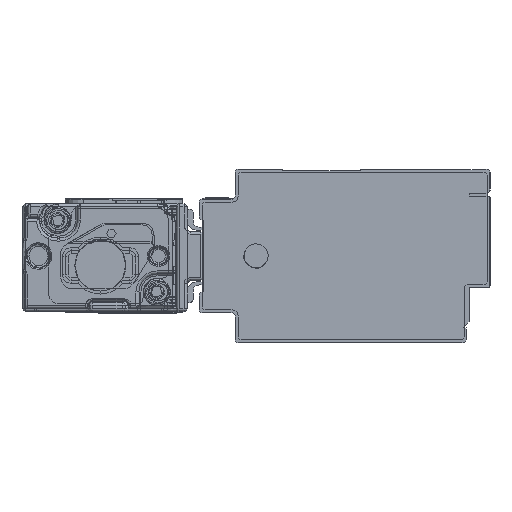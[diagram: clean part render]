
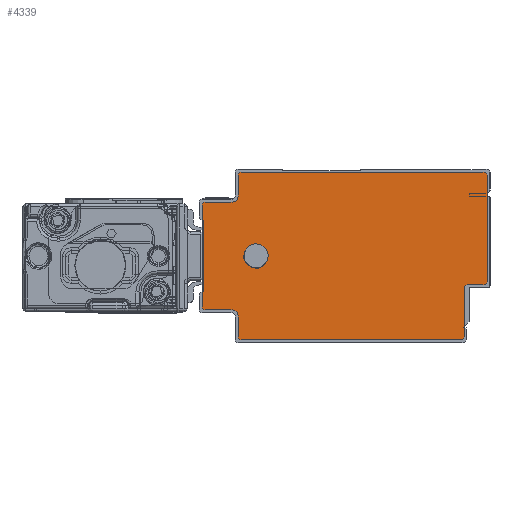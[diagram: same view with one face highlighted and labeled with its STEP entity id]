
A CAD part, left-side view. The second image highlights one B-rep face of the part: STEP entity #4339.
In plain terms, the highlighted planar face has unit normal (-1, 0, 0).
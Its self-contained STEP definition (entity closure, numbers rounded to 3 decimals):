
#1803=AXIS2_PLACEMENT_3D('Circle Axis2P3D',#1801,#1802,$) ;
#1841=AXIS2_PLACEMENT_3D('Circle Axis2P3D',#1839,#1840,$) ;
#1879=AXIS2_PLACEMENT_3D('Circle Axis2P3D',#1877,#1878,$) ;
#1917=AXIS2_PLACEMENT_3D('Circle Axis2P3D',#1915,#1916,$) ;
#4222=AXIS2_PLACEMENT_3D('Plane Axis2P3D',#4219,#4220,#4221) ;
#4226=AXIS2_PLACEMENT_3D('Circle Axis2P3D',#4224,#4225,$) ;
#4240=AXIS2_PLACEMENT_3D('Circle Axis2P3D',#4238,#4239,$) ;
#4254=AXIS2_PLACEMENT_3D('Circle Axis2P3D',#4252,#4253,$) ;
#4268=AXIS2_PLACEMENT_3D('Circle Axis2P3D',#4266,#4267,$) ;
#4282=AXIS2_PLACEMENT_3D('Circle Axis2P3D',#4280,#4281,$) ;
#4296=AXIS2_PLACEMENT_3D('Circle Axis2P3D',#4294,#4295,$) ;
#4323=AXIS2_PLACEMENT_3D('Circle Axis2P3D',#4321,#4322,$) ;
#4332=AXIS2_PLACEMENT_3D('Circle Axis2P3D',#4330,#4331,$) ;
#1759=CARTESIAN_POINT('Line Origine',(-2775.5,44.,14.5)) ;
#1763=CARTESIAN_POINT('Vertex',(-2775.5,44.,6.)) ;
#1765=CARTESIAN_POINT('Vertex',(-2775.5,44.,23.)) ;
#1801=CARTESIAN_POINT('Axis2P3D Location',(-2775.5,43.5,23.)) ;
#1805=CARTESIAN_POINT('Vertex',(-2775.5,43.5,23.5)) ;
#1820=CARTESIAN_POINT('Line Origine',(-2775.5,41.25,23.5)) ;
#1824=CARTESIAN_POINT('Vertex',(-2775.5,39.,23.5)) ;
#1839=CARTESIAN_POINT('Axis2P3D Location',(-2775.5,39.,24.5)) ;
#1843=CARTESIAN_POINT('Vertex',(-2775.5,38.,24.5)) ;
#1858=CARTESIAN_POINT('Line Origine',(-2775.5,38.,26.25)) ;
#1862=CARTESIAN_POINT('Vertex',(-2775.5,38.,28.)) ;
#1877=CARTESIAN_POINT('Axis2P3D Location',(-2775.5,37.5,28.)) ;
#1881=CARTESIAN_POINT('Vertex',(-2775.5,37.5,28.5)) ;
#1896=CARTESIAN_POINT('Line Origine',(-2775.5,17.25,28.5)) ;
#1900=CARTESIAN_POINT('Vertex',(-2775.5,-3.,28.5)) ;
#1915=CARTESIAN_POINT('Axis2P3D Location',(-2775.5,-3.,28.)) ;
#1919=CARTESIAN_POINT('Vertex',(-2775.5,-3.5,28.)) ;
#1934=CARTESIAN_POINT('Line Origine',(-2775.5,-3.5,19.1)) ;
#1938=CARTESIAN_POINT('Vertex',(-2775.5,-3.5,10.2)) ;
#4219=CARTESIAN_POINT('Axis2P3D Location',(-2775.5,0.,0.)) ;
#4224=CARTESIAN_POINT('Axis2P3D Location',(-2775.5,43.5,6.)) ;
#4228=CARTESIAN_POINT('Vertex',(-2775.5,43.5,5.5)) ;
#4231=CARTESIAN_POINT('Line Origine',(-2775.5,41.25,5.5)) ;
#4235=CARTESIAN_POINT('Vertex',(-2775.5,39.,5.5)) ;
#4238=CARTESIAN_POINT('Axis2P3D Location',(-2775.5,39.,4.5)) ;
#4242=CARTESIAN_POINT('Vertex',(-2775.5,38.,4.5)) ;
#4245=CARTESIAN_POINT('Line Origine',(-2775.5,38.,2.75)) ;
#4249=CARTESIAN_POINT('Vertex',(-2775.5,38.,1.)) ;
#4252=CARTESIAN_POINT('Axis2P3D Location',(-2775.5,37.5,1.)) ;
#4256=CARTESIAN_POINT('Vertex',(-2775.5,37.5,0.5)) ;
#4259=CARTESIAN_POINT('Line Origine',(-2775.5,19.15,0.5)) ;
#4263=CARTESIAN_POINT('Vertex',(-2775.5,0.8,0.5)) ;
#4266=CARTESIAN_POINT('Axis2P3D Location',(-2775.5,0.8,1.)) ;
#4270=CARTESIAN_POINT('Vertex',(-2775.5,0.3,1.)) ;
#4273=CARTESIAN_POINT('Line Origine',(-2775.5,0.3,5.1)) ;
#4277=CARTESIAN_POINT('Vertex',(-2775.5,0.3,9.2)) ;
#4280=CARTESIAN_POINT('Axis2P3D Location',(-2775.5,-0.2,9.2)) ;
#4284=CARTESIAN_POINT('Vertex',(-2775.5,-0.2,9.7)) ;
#4287=CARTESIAN_POINT('Line Origine',(-2775.5,-1.6,9.7)) ;
#4291=CARTESIAN_POINT('Vertex',(-2775.5,-3.,9.7)) ;
#4294=CARTESIAN_POINT('Axis2P3D Location',(-2775.5,-3.,10.2)) ;
#4321=CARTESIAN_POINT('Axis2P3D Location',(-2775.5,35.,14.5)) ;
#4325=CARTESIAN_POINT('Vertex',(-2775.5,33.186,13.509)) ;
#4327=CARTESIAN_POINT('Vertex',(-2775.5,36.814,15.491)) ;
#4330=CARTESIAN_POINT('Axis2P3D Location',(-2775.5,35.,14.5)) ;
#1760=DIRECTION('Vector Direction',(0.,0.,1.)) ;
#1802=DIRECTION('Axis2P3D Direction',(1.,0.,0.)) ;
#1821=DIRECTION('Vector Direction',(0.,1.,0.)) ;
#1840=DIRECTION('Axis2P3D Direction',(1.,0.,0.)) ;
#1859=DIRECTION('Vector Direction',(0.,0.,1.)) ;
#1878=DIRECTION('Axis2P3D Direction',(1.,0.,0.)) ;
#1897=DIRECTION('Vector Direction',(0.,1.,0.)) ;
#1916=DIRECTION('Axis2P3D Direction',(1.,0.,-0.)) ;
#1935=DIRECTION('Vector Direction',(0.,0.,-1.)) ;
#4220=DIRECTION('Axis2P3D Direction',(1.,0.,0.)) ;
#4221=DIRECTION('Axis2P3D XDirection',(0.,1.,0.)) ;
#4225=DIRECTION('Axis2P3D Direction',(1.,0.,0.)) ;
#4232=DIRECTION('Vector Direction',(0.,-1.,0.)) ;
#4239=DIRECTION('Axis2P3D Direction',(1.,0.,0.)) ;
#4246=DIRECTION('Vector Direction',(0.,0.,1.)) ;
#4253=DIRECTION('Axis2P3D Direction',(1.,0.,0.)) ;
#4260=DIRECTION('Vector Direction',(0.,-1.,0.)) ;
#4267=DIRECTION('Axis2P3D Direction',(1.,0.,0.)) ;
#4274=DIRECTION('Vector Direction',(0.,0.,-1.)) ;
#4281=DIRECTION('Axis2P3D Direction',(1.,0.,0.)) ;
#4288=DIRECTION('Vector Direction',(0.,1.,0.)) ;
#4295=DIRECTION('Axis2P3D Direction',(1.,0.,0.)) ;
#4322=DIRECTION('Axis2P3D Direction',(1.,0.,0.)) ;
#4331=DIRECTION('Axis2P3D Direction',(1.,0.,0.)) ;
#1761=VECTOR('Line Direction',#1760,1.) ;
#1822=VECTOR('Line Direction',#1821,1.) ;
#1860=VECTOR('Line Direction',#1859,1.) ;
#1898=VECTOR('Line Direction',#1897,1.) ;
#1936=VECTOR('Line Direction',#1935,1.) ;
#4233=VECTOR('Line Direction',#4232,1.) ;
#4247=VECTOR('Line Direction',#4246,1.) ;
#4261=VECTOR('Line Direction',#4260,1.) ;
#4275=VECTOR('Line Direction',#4274,1.) ;
#4289=VECTOR('Line Direction',#4288,1.) ;
#4300=ORIENTED_EDGE('',*,*,#1902,.F.) ;
#4301=ORIENTED_EDGE('',*,*,#1883,.F.) ;
#4302=ORIENTED_EDGE('',*,*,#1864,.F.) ;
#4303=ORIENTED_EDGE('',*,*,#1845,.F.) ;
#4304=ORIENTED_EDGE('',*,*,#1826,.F.) ;
#4305=ORIENTED_EDGE('',*,*,#1807,.F.) ;
#4306=ORIENTED_EDGE('',*,*,#1767,.F.) ;
#4307=ORIENTED_EDGE('',*,*,#4230,.F.) ;
#4308=ORIENTED_EDGE('',*,*,#4237,.F.) ;
#4309=ORIENTED_EDGE('',*,*,#4244,.F.) ;
#4310=ORIENTED_EDGE('',*,*,#4251,.F.) ;
#4311=ORIENTED_EDGE('',*,*,#4258,.F.) ;
#4312=ORIENTED_EDGE('',*,*,#4265,.F.) ;
#4313=ORIENTED_EDGE('',*,*,#4272,.F.) ;
#4314=ORIENTED_EDGE('',*,*,#4279,.F.) ;
#4315=ORIENTED_EDGE('',*,*,#4286,.F.) ;
#4316=ORIENTED_EDGE('',*,*,#4293,.F.) ;
#4317=ORIENTED_EDGE('',*,*,#4298,.F.) ;
#4318=ORIENTED_EDGE('',*,*,#1940,.F.) ;
#4319=ORIENTED_EDGE('',*,*,#1921,.F.) ;
#4336=ORIENTED_EDGE('',*,*,#4329,.T.) ;
#4337=ORIENTED_EDGE('',*,*,#4334,.T.) ;
#4338=FACE_BOUND('',#4335,.T.) ;
#4339=ADVANCED_FACE('\X2\FF8EFF9EFF83FF9EFF68FF70\X0\.2',(#4320,#4338),#4223,.F.) ;
#1804=CIRCLE('generated circle',#1803,0.5) ;
#1842=CIRCLE('generated circle',#1841,1.) ;
#1880=CIRCLE('generated circle',#1879,0.5) ;
#1918=CIRCLE('generated circle',#1917,0.5) ;
#4227=CIRCLE('generated circle',#4226,0.5) ;
#4241=CIRCLE('generated circle',#4240,1.) ;
#4255=CIRCLE('generated circle',#4254,0.5) ;
#4269=CIRCLE('generated circle',#4268,0.5) ;
#4283=CIRCLE('generated circle',#4282,0.5) ;
#4297=CIRCLE('generated circle',#4296,0.5) ;
#4324=CIRCLE('generated circle',#4323,2.067) ;
#4333=CIRCLE('generated circle',#4332,2.067) ;
#1767=EDGE_CURVE('',#1764,#1766,#1762,.T.) ;
#1807=EDGE_CURVE('',#1766,#1806,#1804,.T.) ;
#1826=EDGE_CURVE('',#1806,#1825,#1823,.F.) ;
#1845=EDGE_CURVE('',#1825,#1844,#1842,.F.) ;
#1864=EDGE_CURVE('',#1844,#1863,#1861,.T.) ;
#1883=EDGE_CURVE('',#1863,#1882,#1880,.T.) ;
#1902=EDGE_CURVE('',#1882,#1901,#1899,.F.) ;
#1921=EDGE_CURVE('',#1901,#1920,#1918,.T.) ;
#1940=EDGE_CURVE('',#1920,#1939,#1937,.T.) ;
#4230=EDGE_CURVE('',#4229,#1764,#4227,.T.) ;
#4237=EDGE_CURVE('',#4236,#4229,#4234,.F.) ;
#4244=EDGE_CURVE('',#4243,#4236,#4241,.F.) ;
#4251=EDGE_CURVE('',#4250,#4243,#4248,.T.) ;
#4258=EDGE_CURVE('',#4257,#4250,#4255,.T.) ;
#4265=EDGE_CURVE('',#4264,#4257,#4262,.F.) ;
#4272=EDGE_CURVE('',#4271,#4264,#4269,.T.) ;
#4279=EDGE_CURVE('',#4278,#4271,#4276,.T.) ;
#4286=EDGE_CURVE('',#4285,#4278,#4283,.F.) ;
#4293=EDGE_CURVE('',#4292,#4285,#4290,.T.) ;
#4298=EDGE_CURVE('',#1939,#4292,#4297,.T.) ;
#4329=EDGE_CURVE('',#4326,#4328,#4324,.T.) ;
#4334=EDGE_CURVE('',#4328,#4326,#4333,.T.) ;
#4299=EDGE_LOOP('',(#4300,#4301,#4302,#4303,#4304,#4305,#4306,#4307,#4308,#4309,#4310,#4311,#4312,#4313,#4314,#4315,#4316,#4317,#4318,#4319)) ;
#4335=EDGE_LOOP('',(#4336,#4337)) ;
#4320=FACE_OUTER_BOUND('',#4299,.T.) ;
#1762=LINE('Line',#1759,#1761) ;
#1823=LINE('Line',#1820,#1822) ;
#1861=LINE('Line',#1858,#1860) ;
#1899=LINE('Line',#1896,#1898) ;
#1937=LINE('Line',#1934,#1936) ;
#4234=LINE('Line',#4231,#4233) ;
#4248=LINE('Line',#4245,#4247) ;
#4262=LINE('Line',#4259,#4261) ;
#4276=LINE('Line',#4273,#4275) ;
#4290=LINE('Line',#4287,#4289) ;
#4223=PLANE('Plane',#4222) ;
#1764=VERTEX_POINT('',#1763) ;
#1766=VERTEX_POINT('',#1765) ;
#1806=VERTEX_POINT('',#1805) ;
#1825=VERTEX_POINT('',#1824) ;
#1844=VERTEX_POINT('',#1843) ;
#1863=VERTEX_POINT('',#1862) ;
#1882=VERTEX_POINT('',#1881) ;
#1901=VERTEX_POINT('',#1900) ;
#1920=VERTEX_POINT('',#1919) ;
#1939=VERTEX_POINT('',#1938) ;
#4229=VERTEX_POINT('',#4228) ;
#4236=VERTEX_POINT('',#4235) ;
#4243=VERTEX_POINT('',#4242) ;
#4250=VERTEX_POINT('',#4249) ;
#4257=VERTEX_POINT('',#4256) ;
#4264=VERTEX_POINT('',#4263) ;
#4271=VERTEX_POINT('',#4270) ;
#4278=VERTEX_POINT('',#4277) ;
#4285=VERTEX_POINT('',#4284) ;
#4292=VERTEX_POINT('',#4291) ;
#4326=VERTEX_POINT('',#4325) ;
#4328=VERTEX_POINT('',#4327) ;
